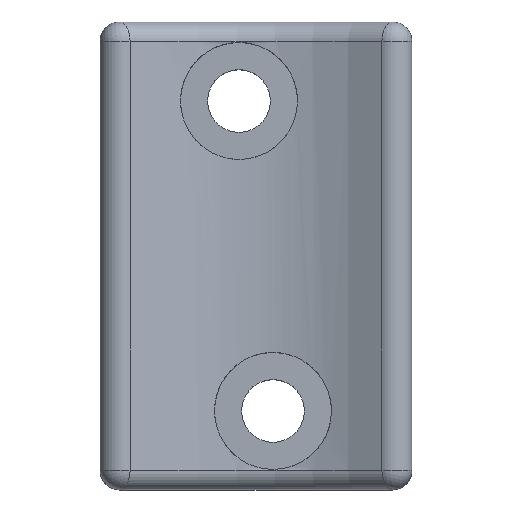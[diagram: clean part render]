
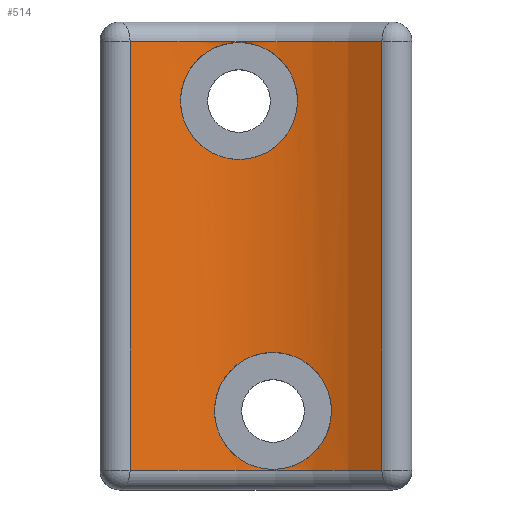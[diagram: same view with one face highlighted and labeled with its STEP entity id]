
A CAD part, top view. The second image highlights one B-rep face of the part: STEP entity #514.
In plain terms, the highlighted cylindrical face has radius 19.05 mm (diameter 38.1 mm), a partial arc.
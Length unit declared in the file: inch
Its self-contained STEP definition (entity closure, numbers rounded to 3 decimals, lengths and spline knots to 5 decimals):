
#15=B_SPLINE_CURVE_WITH_KNOTS('',3,(#883,#884,#885,#886,#887,#888,#889,
#890,#891,#892,#893,#894,#895,#896,#897,#898,#899,#900,#901,#902,#903,#904,
#905,#906,#907,#908,#909,#910,#911,#912,#913,#914,#915,#916),
 .UNSPECIFIED.,.T.,.F.,(4,2,2,2,2,2,2,2,2,2,2,2,2,2,2,2,4),(0.,0.18097,
0.36195,0.54342,0.7249,0.90463,
1.08437,1.26412,1.44388,1.62393,1.80399,
1.98342,2.16285,2.3449,2.52695,2.70735,
2.88775),.UNSPECIFIED.);
#16=B_SPLINE_CURVE_WITH_KNOTS('',3,(#918,#919,#920,#921,#922,#923,#924,
#925,#926,#927,#928,#929,#930,#931,#932,#933,#934,#935,#936,#937,#938,#939,
#940,#941,#942,#943,#944,#945,#946,#947,#948,#949,#950,#951),
 .UNSPECIFIED.,.T.,.F.,(4,2,2,2,2,2,2,2,2,2,2,2,2,2,2,2,4),(0.,0.18006,
0.36012,0.53955,0.71898,0.90103,
1.08308,1.26347,1.44387,1.62427,1.80467,
1.98672,2.16877,2.3482,2.52763,2.70769,
2.88775),.UNSPECIFIED.);
#21=FACE_BOUND('',#179,.T.);
#22=FACE_BOUND('',#180,.T.);
#39=LINE('',#823,#75);
#47=LINE('',#847,#83);
#75=VECTOR('',#662,0.3937);
#83=VECTOR('',#690,0.3937);
#116=CYLINDRICAL_SURFACE('',#590,0.75);
#142=FACE_OUTER_BOUND('',#178,.T.);
#178=EDGE_LOOP('',(#421,#422,#423,#424));
#179=EDGE_LOOP('',(#425));
#180=EDGE_LOOP('',(#426));
#214=CIRCLE('',#571,0.75);
#217=CIRCLE('',#577,0.75);
#235=VERTEX_POINT('',#791);
#238=VERTEX_POINT('',#798);
#243=VERTEX_POINT('',#808);
#246=VERTEX_POINT('',#815);
#265=VERTEX_POINT('',#882);
#266=VERTEX_POINT('',#917);
#292=EDGE_CURVE('',#238,#246,#214,.T.);
#294=EDGE_CURVE('',#246,#243,#39,.T.);
#299=EDGE_CURVE('',#243,#235,#217,.T.);
#307=EDGE_CURVE('',#235,#238,#47,.T.);
#325=EDGE_CURVE('',#265,#265,#15,.T.);
#326=EDGE_CURVE('',#266,#266,#16,.T.);
#421=ORIENTED_EDGE('',*,*,#292,.F.);
#422=ORIENTED_EDGE('',*,*,#307,.F.);
#423=ORIENTED_EDGE('',*,*,#299,.F.);
#424=ORIENTED_EDGE('',*,*,#294,.F.);
#425=ORIENTED_EDGE('',*,*,#325,.T.);
#426=ORIENTED_EDGE('',*,*,#326,.T.);
#514=ADVANCED_FACE('',(#142,#21,#22),#116,.F.);
#571=AXIS2_PLACEMENT_3D('',#820,#657,#658);
#577=AXIS2_PLACEMENT_3D('',#832,#673,#674);
#590=AXIS2_PLACEMENT_3D('',#881,#719,#720);
#657=DIRECTION('center_axis',(0.,1.,0.));
#658=DIRECTION('ref_axis',(0.,0.,-1.));
#662=DIRECTION('',(0.,1.,0.));
#673=DIRECTION('center_axis',(0.,-1.,0.));
#674=DIRECTION('ref_axis',(0.,0.,-1.));
#690=DIRECTION('',(0.,-1.,0.));
#719=DIRECTION('center_axis',(0.,-1.,0.));
#720=DIRECTION('ref_axis',(0.667,0.,-0.745));
#791=CARTESIAN_POINT('',(0.40385,0.6875,0.55203));
#798=CARTESIAN_POINT('',(0.40385,-0.6875,0.55203));
#808=CARTESIAN_POINT('',(-0.40385,0.6875,0.55203));
#815=CARTESIAN_POINT('',(-0.40385,-0.6875,0.55203));
#820=CARTESIAN_POINT('Origin',(0.,-0.6875,1.18402));
#823=CARTESIAN_POINT('',(-0.40385,0.75,0.55203));
#832=CARTESIAN_POINT('Origin',(0.,0.6875,1.18402));
#847=CARTESIAN_POINT('',(0.40385,0.75,0.55203));
#881=CARTESIAN_POINT('Origin',(0.,0.75,1.18402));
#882=CARTESIAN_POINT('',(0.242,-0.49702,0.47413));
#883=CARTESIAN_POINT('Ctrl Pts',(0.242,-0.49702,0.47413));
#884=CARTESIAN_POINT('Ctrl Pts',(0.242,-0.52077,0.47413));
#885=CARTESIAN_POINT('Ctrl Pts',(0.23721,-0.54598,0.47245));
#886=CARTESIAN_POINT('Ctrl Pts',(0.21801,-0.59213,0.46633));
#887=CARTESIAN_POINT('Ctrl Pts',(0.2036,-0.61308,0.46198));
#888=CARTESIAN_POINT('Ctrl Pts',(0.17051,-0.64617,0.45346));
#889=CARTESIAN_POINT('Ctrl Pts',(0.14955,-0.66056,0.44871));
#890=CARTESIAN_POINT('Ctrl Pts',(0.10343,-0.67974,0.44081));
#891=CARTESIAN_POINT('Ctrl Pts',(0.07825,-0.68452,0.43773));
#892=CARTESIAN_POINT('Ctrl Pts',(0.03098,-0.68452,0.43429));
#893=CARTESIAN_POINT('Ctrl Pts',(0.00585,-0.67982,
0.43368));
#894=CARTESIAN_POINT('Ctrl Pts',(-0.04036,-0.66067,
0.43475));
#895=CARTESIAN_POINT('Ctrl Pts',(-0.06145,-0.64624,
0.43635));
#896=CARTESIAN_POINT('Ctrl Pts',(-0.09472,-0.61297,
0.43983));
#897=CARTESIAN_POINT('Ctrl Pts',(-0.10914,-0.59191,
0.44194));
#898=CARTESIAN_POINT('Ctrl Pts',(-0.12828,-0.54574,
0.445));
#899=CARTESIAN_POINT('Ctrl Pts',(-0.133,-0.52061,0.4459));
#900=CARTESIAN_POINT('Ctrl Pts',(-0.133,-0.47339,0.4459));
#901=CARTESIAN_POINT('Ctrl Pts',(-0.12826,-0.44823,
0.445));
#902=CARTESIAN_POINT('Ctrl Pts',(-0.10906,-0.40199,
0.44192));
#903=CARTESIAN_POINT('Ctrl Pts',(-0.0946,-0.38091,
0.43982));
#904=CARTESIAN_POINT('Ctrl Pts',(-0.06129,-0.34769,
0.43634));
#905=CARTESIAN_POINT('Ctrl Pts',(-0.04022,-0.33329,
0.43474));
#906=CARTESIAN_POINT('Ctrl Pts',(0.00593,-0.31421,
0.43369));
#907=CARTESIAN_POINT('Ctrl Pts',(0.03101,-0.30952,0.43429));
#908=CARTESIAN_POINT('Ctrl Pts',(0.07833,-0.30952,0.43774));
#909=CARTESIAN_POINT('Ctrl Pts',(0.10358,-0.31433,0.44083));
#910=CARTESIAN_POINT('Ctrl Pts',(0.14981,-0.33362,0.44876));
#911=CARTESIAN_POINT('Ctrl Pts',(0.17081,-0.34809,0.45353));
#912=CARTESIAN_POINT('Ctrl Pts',(0.20383,-0.38126,0.46205));
#913=CARTESIAN_POINT('Ctrl Pts',(0.21815,-0.40218,0.46637));
#914=CARTESIAN_POINT('Ctrl Pts',(0.23724,-0.44821,0.47246));
#915=CARTESIAN_POINT('Ctrl Pts',(0.242,-0.47335,0.47413));
#916=CARTESIAN_POINT('Ctrl Pts',(0.242,-0.49702,0.47413));
#917=CARTESIAN_POINT('',(0.133,0.49702,0.4459));
#918=CARTESIAN_POINT('Ctrl Pts',(0.133,0.49702,0.4459));
#919=CARTESIAN_POINT('Ctrl Pts',(0.133,0.47339,0.4459));
#920=CARTESIAN_POINT('Ctrl Pts',(0.12826,0.44823,0.445));
#921=CARTESIAN_POINT('Ctrl Pts',(0.10906,0.40199,0.44192));
#922=CARTESIAN_POINT('Ctrl Pts',(0.0946,0.38091,0.43982));
#923=CARTESIAN_POINT('Ctrl Pts',(0.06129,0.34769,0.43634));
#924=CARTESIAN_POINT('Ctrl Pts',(0.04022,0.33329,0.43474));
#925=CARTESIAN_POINT('Ctrl Pts',(-0.00593,0.31421,
0.43369));
#926=CARTESIAN_POINT('Ctrl Pts',(-0.03101,0.30952,0.43429));
#927=CARTESIAN_POINT('Ctrl Pts',(-0.07833,0.30952,0.43774));
#928=CARTESIAN_POINT('Ctrl Pts',(-0.10358,0.31433,0.44083));
#929=CARTESIAN_POINT('Ctrl Pts',(-0.14981,0.33362,0.44876));
#930=CARTESIAN_POINT('Ctrl Pts',(-0.17081,0.34809,0.45353));
#931=CARTESIAN_POINT('Ctrl Pts',(-0.20383,0.38126,0.46205));
#932=CARTESIAN_POINT('Ctrl Pts',(-0.21815,0.40218,0.46637));
#933=CARTESIAN_POINT('Ctrl Pts',(-0.23724,0.44821,0.47246));
#934=CARTESIAN_POINT('Ctrl Pts',(-0.242,0.47335,0.47413));
#935=CARTESIAN_POINT('Ctrl Pts',(-0.242,0.5207,0.47413));
#936=CARTESIAN_POINT('Ctrl Pts',(-0.23724,0.54583,0.47246));
#937=CARTESIAN_POINT('Ctrl Pts',(-0.21815,0.59186,0.46637));
#938=CARTESIAN_POINT('Ctrl Pts',(-0.20383,0.61278,0.46205));
#939=CARTESIAN_POINT('Ctrl Pts',(-0.17081,0.64595,0.45353));
#940=CARTESIAN_POINT('Ctrl Pts',(-0.14981,0.66042,0.44876));
#941=CARTESIAN_POINT('Ctrl Pts',(-0.10358,0.67971,0.44083));
#942=CARTESIAN_POINT('Ctrl Pts',(-0.07833,0.68452,0.43774));
#943=CARTESIAN_POINT('Ctrl Pts',(-0.03101,0.68452,0.43429));
#944=CARTESIAN_POINT('Ctrl Pts',(-0.00593,0.67983,
0.43369));
#945=CARTESIAN_POINT('Ctrl Pts',(0.04022,0.66075,0.43474));
#946=CARTESIAN_POINT('Ctrl Pts',(0.06129,0.64636,0.43634));
#947=CARTESIAN_POINT('Ctrl Pts',(0.0946,0.61313,0.43982));
#948=CARTESIAN_POINT('Ctrl Pts',(0.10906,0.59205,0.44192));
#949=CARTESIAN_POINT('Ctrl Pts',(0.12826,0.54582,0.445));
#950=CARTESIAN_POINT('Ctrl Pts',(0.133,0.52065,0.4459));
#951=CARTESIAN_POINT('Ctrl Pts',(0.133,0.49702,0.4459));
